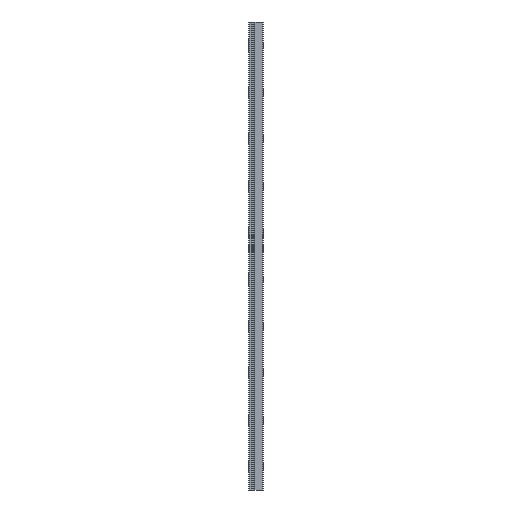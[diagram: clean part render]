
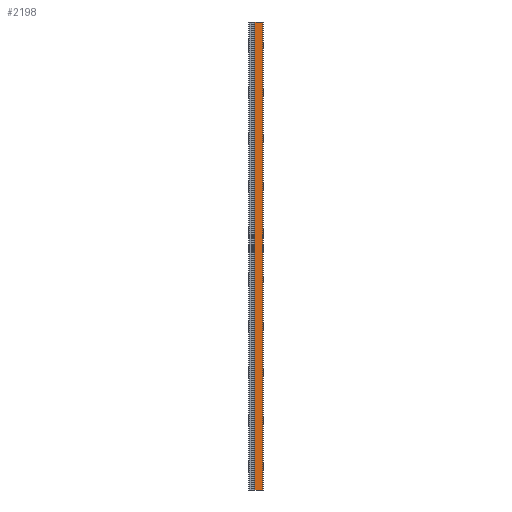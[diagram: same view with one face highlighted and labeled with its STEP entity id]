
A CAD part, left-side view. The second image highlights one B-rep face of the part: STEP entity #2198.
In plain terms, the highlighted planar face has unit normal (-1, 0, 0).
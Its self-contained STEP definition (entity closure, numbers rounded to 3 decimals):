
#68 = ORIENTED_EDGE ( 'NONE', *, *, #203, .T. ) ;
#115 = CARTESIAN_POINT ( 'NONE',  ( -6., 0.549, 250. ) ) ;
#140 = EDGE_CURVE ( 'NONE', #437, #941, #946, .T. ) ;
#172 = CARTESIAN_POINT ( 'NONE',  ( -6., -3.7, 250. ) ) ;
#203 = EDGE_CURVE ( 'NONE', #2254, #941, #471, .T. ) ;
#437 = VERTEX_POINT ( 'NONE', #701 ) ;
#438 = LINE ( 'NONE', #1867, #534 ) ;
#460 = PLANE ( 'NONE',  #2176 ) ;
#471 = LINE ( 'NONE', #2083, #2284 ) ;
#473 = CARTESIAN_POINT ( 'NONE',  ( -6., -3.7, 250. ) ) ;
#534 = VECTOR ( 'NONE', #740, 1000. ) ;
#538 = VECTOR ( 'NONE', #1228, 1000. ) ;
#586 = VECTOR ( 'NONE', #2159, 1000. ) ;
#618 = CARTESIAN_POINT ( 'NONE',  ( -6., 0.549, 0. ) ) ;
#629 = DIRECTION ( 'NONE',  ( 0., -1., 0. ) ) ;
#701 = CARTESIAN_POINT ( 'NONE',  ( -6., -3.7, 250. ) ) ;
#740 = DIRECTION ( 'NONE',  ( 0., 0., -1. ) ) ;
#846 = DIRECTION ( 'NONE',  ( 0., 1., 0. ) ) ;
#941 = VERTEX_POINT ( 'NONE', #1982 ) ;
#946 = LINE ( 'NONE', #1324, #586 ) ;
#1228 = DIRECTION ( 'NONE',  ( 0., -1., 0. ) ) ;
#1266 = EDGE_CURVE ( 'NONE', #2300, #2254, #438, .T. ) ;
#1324 = CARTESIAN_POINT ( 'NONE',  ( -6., -3.7, 250. ) ) ;
#1535 = ORIENTED_EDGE ( 'NONE', *, *, #140, .F. ) ;
#1560 = DIRECTION ( 'NONE',  ( 1., 0., 0. ) ) ;
#1681 = ORIENTED_EDGE ( 'NONE', *, *, #1893, .F. ) ;
#1770 = EDGE_LOOP ( 'NONE', ( #68, #1535, #1681, #1892 ) ) ;
#1867 = CARTESIAN_POINT ( 'NONE',  ( -6., 0.549, 250. ) ) ;
#1892 = ORIENTED_EDGE ( 'NONE', *, *, #1266, .T. ) ;
#1893 = EDGE_CURVE ( 'NONE', #2300, #437, #1975, .T. ) ;
#1975 = LINE ( 'NONE', #172, #538 ) ;
#1982 = CARTESIAN_POINT ( 'NONE',  ( -6., -3.7, 0. ) ) ;
#2083 = CARTESIAN_POINT ( 'NONE',  ( -6., -3.7, 0. ) ) ;
#2159 = DIRECTION ( 'NONE',  ( 0., 0., -1. ) ) ;
#2176 = AXIS2_PLACEMENT_3D ( 'NONE', #473, #1560, #846 ) ;
#2198 = ADVANCED_FACE ( 'NONE', ( #2237 ), #460, .F. ) ;
#2237 = FACE_OUTER_BOUND ( 'NONE', #1770, .T. ) ;
#2254 = VERTEX_POINT ( 'NONE', #618 ) ;
#2284 = VECTOR ( 'NONE', #629, 1000. ) ;
#2300 = VERTEX_POINT ( 'NONE', #115 ) ;
